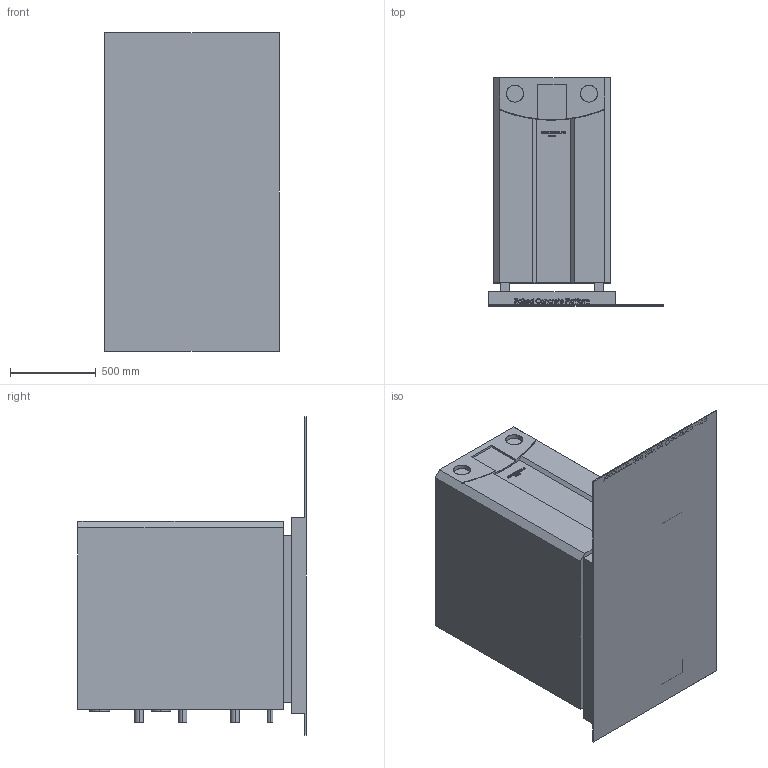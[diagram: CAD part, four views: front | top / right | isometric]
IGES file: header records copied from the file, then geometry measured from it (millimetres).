
Start section: SolidWorks IGES file using analytic representation for surfaces
Global section: file name: NT-3D 1000-1200 CAD BLOCKS.IGS; native system: SolidWorks 2017; preprocessor: SolidWorks 2017; author: HTurner; date: 181015.145742; units: inch
Bounding box: 1016 x 1327.15 x 1854.2 mm (x, y, z)
Surface area: 9920390.4 mm2 (no closed solid volume)
Topology: 0 solids, 0 shells, 1052 faces, 17099 edges, 17099 vertices
Faces by surface type: bspline 1033, revolution 19
